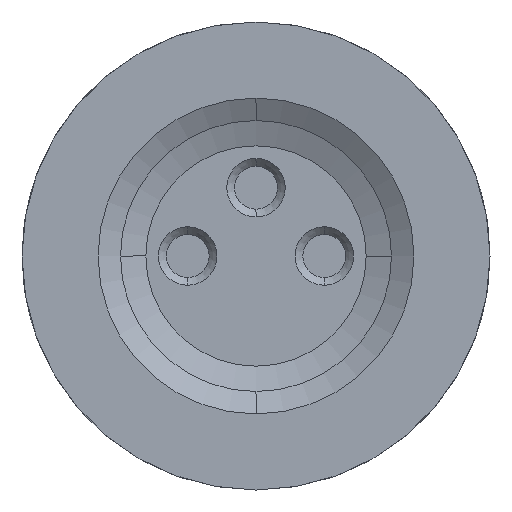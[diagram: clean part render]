
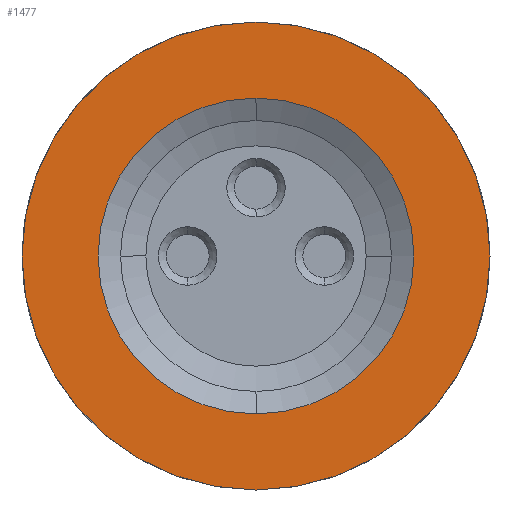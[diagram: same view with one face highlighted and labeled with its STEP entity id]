
A CAD part, front view. The second image highlights one B-rep face of the part: STEP entity #1477.
In plain terms, the highlighted face is planar.
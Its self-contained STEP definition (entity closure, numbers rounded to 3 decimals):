
#170=PLANE('',#1613);
#376=VERTEX_POINT('',#2254);
#377=VERTEX_POINT('',#2255);
#387=VERTEX_POINT('',#2281);
#388=VERTEX_POINT('',#2282);
#392=VERTEX_POINT('',#2290);
#519=CIRCLE('',#1553,6.);
#528=CIRCLE('',#1565,4.05);
#531=CIRCLE('',#1568,4.05);
#570=CIRCLE('',#1614,4.05);
#571=CIRCLE('',#1615,6.);
#648=EDGE_CURVE('',#376,#377,#519,.T.);
#661=EDGE_CURVE('',#387,#388,#528,.T.);
#666=EDGE_CURVE('',#388,#392,#531,.T.);
#714=EDGE_CURVE('',#392,#387,#570,.T.);
#715=EDGE_CURVE('',#377,#376,#571,.T.);
#940=ORIENTED_EDGE('',*,*,#661,.T.);
#941=ORIENTED_EDGE('',*,*,#666,.T.);
#942=ORIENTED_EDGE('',*,*,#714,.T.);
#943=ORIENTED_EDGE('',*,*,#648,.T.);
#944=ORIENTED_EDGE('',*,*,#715,.T.);
#1304=EDGE_LOOP('',(#940,#941,#942));
#1305=EDGE_LOOP('',(#943,#944));
#1393=FACE_BOUND('',#1304,.T.);
#1394=FACE_BOUND('',#1305,.T.);
#1477=ADVANCED_FACE('',(#1393,#1394),#170,.T.);
#1553=AXIS2_PLACEMENT_3D('',#2253,#1772,#1773);
#1565=AXIS2_PLACEMENT_3D('',#2280,#1799,#1800);
#1568=AXIS2_PLACEMENT_3D('',#2291,#1807,#1808);
#1613=AXIS2_PLACEMENT_3D('',#2385,#1902,$);
#1614=AXIS2_PLACEMENT_3D('',#2386,#1903,#1904);
#1615=AXIS2_PLACEMENT_3D('',#2387,#1905,#1906);
#1772=DIRECTION('',(1.,0.,0.));
#1773=DIRECTION('',(0.,-6.,0.));
#1799=DIRECTION('',(-1.,0.,0.));
#1800=DIRECTION('',(0.,4.05,0.));
#1807=DIRECTION('',(-1.,0.,0.));
#1808=DIRECTION('',(0.,4.05,0.));
#1902=DIRECTION('',(1.,0.,0.));
#1903=DIRECTION('',(-1.,0.,0.));
#1904=DIRECTION('',(0.,4.05,0.));
#1905=DIRECTION('',(1.,0.,0.));
#1906=DIRECTION('',(0.,-6.,0.));
#2253=CARTESIAN_POINT('',(11.2,0.,0.));
#2254=CARTESIAN_POINT('',(11.2,6.,0.));
#2255=CARTESIAN_POINT('',(11.2,-6.,0.));
#2280=CARTESIAN_POINT('',(11.2,0.,0.));
#2281=CARTESIAN_POINT('',(11.2,4.05,0.));
#2282=CARTESIAN_POINT('',(11.2,0.,-4.05));
#2290=CARTESIAN_POINT('',(11.2,-4.05,0.));
#2291=CARTESIAN_POINT('',(11.2,0.,0.));
#2385=CARTESIAN_POINT('',(11.2,5.778,-5.778));
#2386=CARTESIAN_POINT('',(11.2,0.,0.));
#2387=CARTESIAN_POINT('',(11.2,0.,0.));
